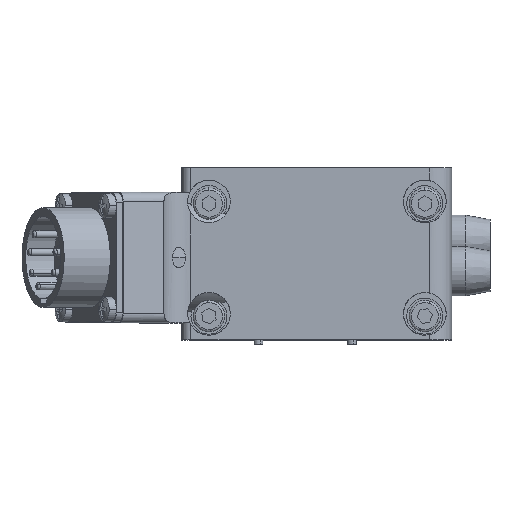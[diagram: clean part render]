
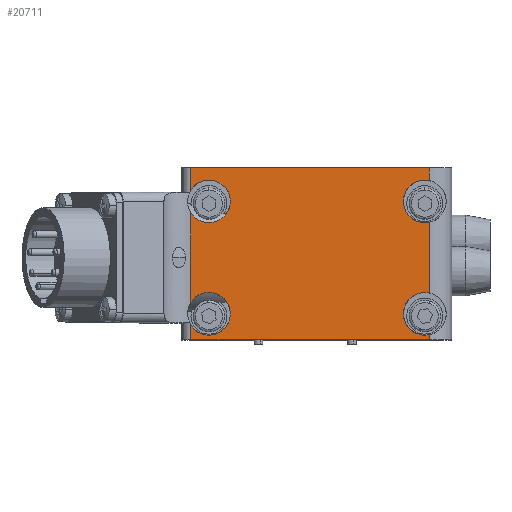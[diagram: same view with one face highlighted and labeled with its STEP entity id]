
A CAD part, top view. The second image highlights one B-rep face of the part: STEP entity #20711.
In plain terms, the highlighted planar face has unit normal (0, 0, 1).
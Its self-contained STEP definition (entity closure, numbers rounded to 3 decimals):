
#77 = CARTESIAN_POINT ( 'NONE',  ( 45., -17.994, 33. ) ) ;
#282 = LINE ( 'NONE', #1865, #11304 ) ;
#474 = VECTOR ( 'NONE', #15790, 1000. ) ;
#730 = ORIENTED_EDGE ( 'NONE', *, *, #2696, .T. ) ;
#1011 = DIRECTION ( 'NONE',  ( 0., 0., -1. ) ) ;
#1105 = CIRCLE ( 'NONE', #4575, 4.75 ) ;
#1130 = LINE ( 'NONE', #13031, #9936 ) ;
#1235 = CARTESIAN_POINT ( 'NONE',  ( -8., 14.212, 33. ) ) ;
#1280 = DIRECTION ( 'NONE',  ( 0., 0., -1. ) ) ;
#1589 = DIRECTION ( 'NONE',  ( 0., 0., -1. ) ) ;
#1815 = CARTESIAN_POINT ( 'NONE',  ( 39.25, 11.65, 33. ) ) ;
#1828 = DIRECTION ( 'NONE',  ( 0., 0., -1. ) ) ;
#1865 = CARTESIAN_POINT ( 'NONE',  ( 50., 19.15, 33. ) ) ;
#1983 = CIRCLE ( 'NONE', #2931, 4.75 ) ;
#2039 = VECTOR ( 'NONE', #11385, 1000. ) ;
#2268 = VECTOR ( 'NONE', #12345, 1000. ) ;
#2446 = LINE ( 'NONE', #6245, #5450 ) ;
#2491 = CARTESIAN_POINT ( 'NONE',  ( 0.75, -13.35, 33. ) ) ;
#2642 = ORIENTED_EDGE ( 'NONE', *, *, #5500, .T. ) ;
#2696 = EDGE_CURVE ( 'NONE', #21433, #11694, #5121, .T. ) ;
#2931 = AXIS2_PLACEMENT_3D ( 'NONE', #8592, #20847, #10377 ) ;
#2982 = VERTEX_POINT ( 'NONE', #13198 ) ;
#3060 = VERTEX_POINT ( 'NONE', #6500 ) ;
#3191 = CARTESIAN_POINT ( 'NONE',  ( -4., 11.65, 33. ) ) ;
#3374 = CARTESIAN_POINT ( 'NONE',  ( -4., -13.35, 33. ) ) ;
#3506 = CARTESIAN_POINT ( 'NONE',  ( 45., 19.15, 33. ) ) ;
#4575 = AXIS2_PLACEMENT_3D ( 'NONE', #11546, #1011, #13301 ) ;
#4611 = CARTESIAN_POINT ( 'NONE',  ( 50., 19.15, 33. ) ) ;
#4634 = EDGE_CURVE ( 'NONE', #5959, #10508, #11402, .T. ) ;
#4838 = CARTESIAN_POINT ( 'NONE',  ( 45., 16.294, 33. ) ) ;
#4924 = ORIENTED_EDGE ( 'NONE', *, *, #16870, .T. ) ;
#4943 = DIRECTION ( 'NONE',  ( -1., 0., 0. ) ) ;
#5120 = DIRECTION ( 'NONE',  ( -1., 0., 0. ) ) ;
#5121 = LINE ( 'NONE', #3506, #474 ) ;
#5450 = VECTOR ( 'NONE', #13300, 1000. ) ;
#5500 = EDGE_CURVE ( 'NONE', #11694, #19823, #14978, .T. ) ;
#5959 = VERTEX_POINT ( 'NONE', #4838 ) ;
#5972 = AXIS2_PLACEMENT_3D ( 'NONE', #11812, #1280, #13563 ) ;
#6072 = VERTEX_POINT ( 'NONE', #6997 ) ;
#6120 = AXIS2_PLACEMENT_3D ( 'NONE', #12109, #1589, #13869 ) ;
#6238 = ORIENTED_EDGE ( 'NONE', *, *, #18990, .T. ) ;
#6245 = CARTESIAN_POINT ( 'NONE',  ( -8., 19.15, 33. ) ) ;
#6393 = DIRECTION ( 'NONE',  ( -1., 0., 0. ) ) ;
#6500 = CARTESIAN_POINT ( 'NONE',  ( -8., -19.15, 33. ) ) ;
#6507 = CARTESIAN_POINT ( 'NONE',  ( 39.25, -13.35, 33. ) ) ;
#6834 = FACE_OUTER_BOUND ( 'NONE', #8881, .T. ) ;
#6997 = CARTESIAN_POINT ( 'NONE',  ( -8., 9.088, 33. ) ) ;
#7015 = VERTEX_POINT ( 'NONE', #14542 ) ;
#7117 = VECTOR ( 'NONE', #18208, 1000. ) ;
#7509 = LINE ( 'NONE', #21056, #2268 ) ;
#7698 = AXIS2_PLACEMENT_3D ( 'NONE', #3374, #15651, #5120 ) ;
#7897 = CIRCLE ( 'NONE', #10675, 4.75 ) ;
#7965 = CIRCLE ( 'NONE', #11821, 4.75 ) ;
#8142 = VERTEX_POINT ( 'NONE', #21961 ) ;
#8592 = CARTESIAN_POINT ( 'NONE',  ( -4., -13.35, 33. ) ) ;
#8877 = DIRECTION ( 'NONE',  ( 0., 0., -1. ) ) ;
#8881 = EDGE_LOOP ( 'NONE', ( #15141, #12382, #4924, #20849, #9354, #17771, #18601, #20504, #22403, #6238, #21582, #730, #2642, #14722, #16598, #18523 ) ) ;
#9354 = ORIENTED_EDGE ( 'NONE', *, *, #9848, .T. ) ;
#9511 = VERTEX_POINT ( 'NONE', #77 ) ;
#9629 = CARTESIAN_POINT ( 'NONE',  ( 45., 19.15, 33. ) ) ;
#9731 = AXIS2_PLACEMENT_3D ( 'NONE', #12364, #1828, #14127 ) ;
#9848 = EDGE_CURVE ( 'NONE', #20297, #10690, #1983, .T. ) ;
#9936 = VECTOR ( 'NONE', #14811, 1000. ) ;
#10377 = DIRECTION ( 'NONE',  ( -1., 0., 0. ) ) ;
#10508 = VERTEX_POINT ( 'NONE', #10570 ) ;
#10570 = CARTESIAN_POINT ( 'NONE',  ( 45., 19.15, 33. ) ) ;
#10675 = AXIS2_PLACEMENT_3D ( 'NONE', #3191, #15469, #4943 ) ;
#10690 = VERTEX_POINT ( 'NONE', #2491 ) ;
#11304 = VECTOR ( 'NONE', #12398, 1000. ) ;
#11385 = DIRECTION ( 'NONE',  ( 0., 1., 0. ) ) ;
#11402 = LINE ( 'NONE', #9629, #2039 ) ;
#11546 = CARTESIAN_POINT ( 'NONE',  ( 44., -13.35, 33. ) ) ;
#11573 = VERTEX_POINT ( 'NONE', #1235 ) ;
#11694 = VERTEX_POINT ( 'NONE', #19108 ) ;
#11812 = CARTESIAN_POINT ( 'NONE',  ( 44., -13.35, 33. ) ) ;
#11821 = AXIS2_PLACEMENT_3D ( 'NONE', #19374, #8877, #21116 ) ;
#12065 = VERTEX_POINT ( 'NONE', #6507 ) ;
#12109 = CARTESIAN_POINT ( 'NONE',  ( 44., 11.65, 33. ) ) ;
#12340 = LINE ( 'NONE', #21720, #7117 ) ;
#12345 = DIRECTION ( 'NONE',  ( 0., -1., 0. ) ) ;
#12364 = CARTESIAN_POINT ( 'NONE',  ( -4., 11.65, 33. ) ) ;
#12382 = ORIENTED_EDGE ( 'NONE', *, *, #14375, .T. ) ;
#12398 = DIRECTION ( 'NONE',  ( 1., 0., 0. ) ) ;
#12720 = EDGE_CURVE ( 'NONE', #19823, #5959, #7965, .T. ) ;
#12735 = CIRCLE ( 'NONE', #9731, 4.75 ) ;
#13031 = CARTESIAN_POINT ( 'NONE',  ( 50., -19.15, 33. ) ) ;
#13198 = CARTESIAN_POINT ( 'NONE',  ( -8., -15.912, 33. ) ) ;
#13300 = DIRECTION ( 'NONE',  ( 0., -1., 0. ) ) ;
#13301 = DIRECTION ( 'NONE',  ( -1., 0., 0. ) ) ;
#13344 = AXIS2_PLACEMENT_3D ( 'NONE', #4611, #16892, #6393 ) ;
#13386 = VECTOR ( 'NONE', #14289, 1000. ) ;
#13563 = DIRECTION ( 'NONE',  ( -1., 0., 0. ) ) ;
#13869 = DIRECTION ( 'NONE',  ( -1., 0., 0. ) ) ;
#13942 = LINE ( 'NONE', #14200, #13386 ) ;
#13972 = EDGE_CURVE ( 'NONE', #20187, #9511, #13942, .T. ) ;
#14127 = DIRECTION ( 'NONE',  ( -1., 0., 0. ) ) ;
#14200 = CARTESIAN_POINT ( 'NONE',  ( 45., 19.15, 33. ) ) ;
#14289 = DIRECTION ( 'NONE',  ( 0., 1., 0. ) ) ;
#14316 = EDGE_CURVE ( 'NONE', #12065, #21433, #21858, .T. ) ;
#14375 = EDGE_CURVE ( 'NONE', #11573, #8142, #7897, .T. ) ;
#14542 = CARTESIAN_POINT ( 'NONE',  ( -8., 19.15, 33. ) ) ;
#14722 = ORIENTED_EDGE ( 'NONE', *, *, #12720, .T. ) ;
#14811 = DIRECTION ( 'NONE',  ( 1., 0., 0. ) ) ;
#14978 = CIRCLE ( 'NONE', #6120, 4.75 ) ;
#15141 = ORIENTED_EDGE ( 'NONE', *, *, #22398, .T. ) ;
#15161 = PLANE ( 'NONE',  #13344 ) ;
#15170 = CARTESIAN_POINT ( 'NONE',  ( 45., -19.15, 33. ) ) ;
#15469 = DIRECTION ( 'NONE',  ( 0., 0., -1. ) ) ;
#15651 = DIRECTION ( 'NONE',  ( 0., 0., -1. ) ) ;
#15790 = DIRECTION ( 'NONE',  ( 0., 1., 0. ) ) ;
#16598 = ORIENTED_EDGE ( 'NONE', *, *, #4634, .T. ) ;
#16870 = EDGE_CURVE ( 'NONE', #8142, #6072, #12735, .T. ) ;
#16892 = DIRECTION ( 'NONE',  ( 0., 0., -1. ) ) ;
#17358 = EDGE_CURVE ( 'NONE', #2982, #3060, #7509, .T. ) ;
#17771 = ORIENTED_EDGE ( 'NONE', *, *, #19196, .T. ) ;
#18208 = DIRECTION ( 'NONE',  ( 0., -1., 0. ) ) ;
#18471 = EDGE_CURVE ( 'NONE', #3060, #20187, #1130, .T. ) ;
#18523 = ORIENTED_EDGE ( 'NONE', *, *, #18782, .F. ) ;
#18601 = ORIENTED_EDGE ( 'NONE', *, *, #17358, .T. ) ;
#18782 = EDGE_CURVE ( 'NONE', #7015, #10508, #282, .T. ) ;
#18934 = CARTESIAN_POINT ( 'NONE',  ( 45., -8.706, 33. ) ) ;
#18978 = CARTESIAN_POINT ( 'NONE',  ( -8., -10.788, 33. ) ) ;
#18990 = EDGE_CURVE ( 'NONE', #9511, #12065, #1105, .T. ) ;
#19108 = CARTESIAN_POINT ( 'NONE',  ( 45., 7.006, 33. ) ) ;
#19196 = EDGE_CURVE ( 'NONE', #10690, #2982, #19810, .T. ) ;
#19374 = CARTESIAN_POINT ( 'NONE',  ( 44., 11.65, 33. ) ) ;
#19810 = CIRCLE ( 'NONE', #7698, 4.75 ) ;
#19823 = VERTEX_POINT ( 'NONE', #1815 ) ;
#20187 = VERTEX_POINT ( 'NONE', #15170 ) ;
#20297 = VERTEX_POINT ( 'NONE', #18978 ) ;
#20504 = ORIENTED_EDGE ( 'NONE', *, *, #18471, .T. ) ;
#20711 = ADVANCED_FACE ( 'NONE', ( #6834 ), #15161, .F. ) ;
#20847 = DIRECTION ( 'NONE',  ( 0., 0., -1. ) ) ;
#20849 = ORIENTED_EDGE ( 'NONE', *, *, #22288, .T. ) ;
#21056 = CARTESIAN_POINT ( 'NONE',  ( -8., 19.15, 33. ) ) ;
#21116 = DIRECTION ( 'NONE',  ( -1., 0., 0. ) ) ;
#21433 = VERTEX_POINT ( 'NONE', #18934 ) ;
#21582 = ORIENTED_EDGE ( 'NONE', *, *, #14316, .T. ) ;
#21720 = CARTESIAN_POINT ( 'NONE',  ( -8., 19.15, 33. ) ) ;
#21858 = CIRCLE ( 'NONE', #5972, 4.75 ) ;
#21961 = CARTESIAN_POINT ( 'NONE',  ( 0.75, 11.65, 33. ) ) ;
#22288 = EDGE_CURVE ( 'NONE', #6072, #20297, #12340, .T. ) ;
#22398 = EDGE_CURVE ( 'NONE', #7015, #11573, #2446, .T. ) ;
#22403 = ORIENTED_EDGE ( 'NONE', *, *, #13972, .T. ) ;
